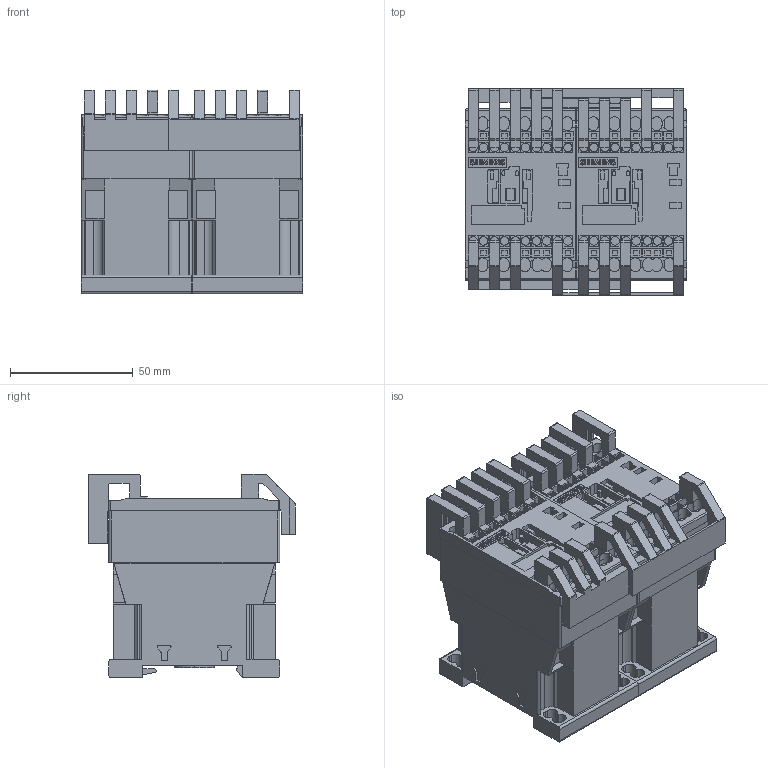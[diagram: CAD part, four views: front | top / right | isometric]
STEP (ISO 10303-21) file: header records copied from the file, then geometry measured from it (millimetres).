
FILE_DESCRIPTION(('STEP AP214'),'1');
FILE_NAME('cctmp_C687FC13-52DF-420F-B4D8-FFFA803A7511_2023_07_18_12_38_37_0167..stp','2023-07-18T10:38:39',('SIEMENS A&D'),('CADClick - www.CADClick.com'),'Spatial InterOp 3D postprocessed',' ','unknown authorization');
FILE_SCHEMA(('AUTOMOTIVE_DESIGN'));
Length unit declared in the file: millimetre
Products named in the file (1): 2023_07_18_12_38_37_0089
Bounding box: 90 x 84 x 82.8 mm (x, y, z)
Volume: 405133.5 mm3; surface area: 98725.8 mm2
Topology: 1 solids, 1 shells, 2117 faces, 6353 edges, 4234 vertices
Faces by surface type: plane 1584, cylinder 533
Entity records: 120902 total; most frequent: CARTESIAN_POINT 13321, ORIENTED_EDGE 12706, STYLED_ITEM 12705, PRESENTATION_STYLE_ASSIGNMENT 12705, DIRECTION 11601, EDGE_CURVE 6353, CURVE_STYLE 6353, DRAUGHTING_PRE_DEFINED_CURVE_FONT 6353
